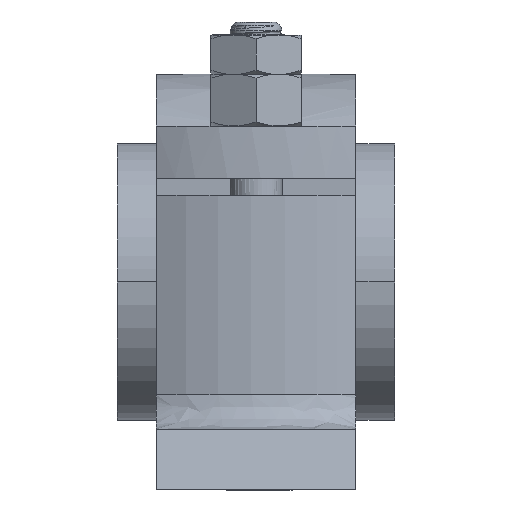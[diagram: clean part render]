
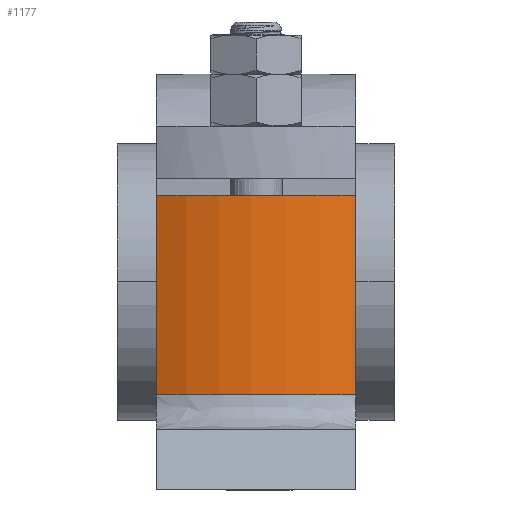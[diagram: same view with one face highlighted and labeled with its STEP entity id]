
A CAD part, front view. The second image highlights one B-rep face of the part: STEP entity #1177.
In plain terms, the highlighted free-form (B-spline) face has degree [2, 1] with [3, 2] control points.
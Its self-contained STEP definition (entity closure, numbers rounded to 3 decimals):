
#1059 = EDGE_CURVE('',#1060,#1062,#1064,.T.);
#1060 = VERTEX_POINT('',#1061);
#1061 = CARTESIAN_POINT('',(-149.465,-72.362,
    550.675));
#1062 = VERTEX_POINT('',#1063);
#1063 = CARTESIAN_POINT('',(-81.334,-72.362,
    550.675));
#1064 = ( BOUNDED_CURVE() B_SPLINE_CURVE(2,(#1065,#1066,#1067),
.UNSPECIFIED.,.F.,.F.) B_SPLINE_CURVE_WITH_KNOTS((3,3),(4.272,
5.152),.PIECEWISE_BEZIER_KNOTS.) CURVE() 
GEOMETRIC_REPRESENTATION_ITEM() RATIONAL_B_SPLINE_CURVE((1.,
0.905,1.)) REPRESENTATION_ITEM('') );
#1065 = CARTESIAN_POINT('',(-149.465,-72.362,
    550.675));
#1066 = CARTESIAN_POINT('',(-115.4,-88.399,
    550.675));
#1067 = CARTESIAN_POINT('',(-81.334,-72.362,
    550.675));
#1177 = ADVANCED_FACE('',(#1178),#1201,.T.);
#1178 = FACE_BOUND('',#1179,.T.);
#1179 = EDGE_LOOP('',(#1180,#1187,#1188,#1195));
#1180 = ORIENTED_EDGE('',*,*,#1181,.T.);
#1181 = EDGE_CURVE('',#1182,#1062,#1184,.T.);
#1182 = VERTEX_POINT('',#1183);
#1183 = CARTESIAN_POINT('',(-81.334,-72.362,
    482.545));
#1184 = B_SPLINE_CURVE_WITH_KNOTS('',1,(#1185,#1186),.UNSPECIFIED.,.F.,
  .F.,(2,2),(-19.,27.),.PIECEWISE_BEZIER_KNOTS.);
#1185 = CARTESIAN_POINT('',(-81.334,-72.362,
    482.545));
#1186 = CARTESIAN_POINT('',(-81.334,-72.362,
    550.675));
#1187 = ORIENTED_EDGE('',*,*,#1059,.F.);
#1188 = ORIENTED_EDGE('',*,*,#1189,.F.);
#1189 = EDGE_CURVE('',#1190,#1060,#1192,.T.);
#1190 = VERTEX_POINT('',#1191);
#1191 = CARTESIAN_POINT('',(-149.465,-72.362,
    482.545));
#1192 = B_SPLINE_CURVE_WITH_KNOTS('',1,(#1193,#1194),.UNSPECIFIED.,.F.,
  .F.,(2,2),(-19.,27.),.PIECEWISE_BEZIER_KNOTS.);
#1193 = CARTESIAN_POINT('',(-149.465,-72.362,
    482.545));
#1194 = CARTESIAN_POINT('',(-149.465,-72.362,
    550.675));
#1195 = ORIENTED_EDGE('',*,*,#1196,.T.);
#1196 = EDGE_CURVE('',#1190,#1182,#1197,.T.);
#1197 = ( BOUNDED_CURVE() B_SPLINE_CURVE(2,(#1198,#1199,#1200),
.UNSPECIFIED.,.F.,.F.) B_SPLINE_CURVE_WITH_KNOTS((3,3),(4.272,
5.152),.PIECEWISE_BEZIER_KNOTS.) CURVE() 
GEOMETRIC_REPRESENTATION_ITEM() RATIONAL_B_SPLINE_CURVE((1.,
0.905,1.)) REPRESENTATION_ITEM('') );
#1198 = CARTESIAN_POINT('',(-149.465,-72.362,
    482.545));
#1199 = CARTESIAN_POINT('',(-115.4,-88.399,
    482.545));
#1200 = CARTESIAN_POINT('',(-81.334,-72.362,
    482.545));
#1201 = ( BOUNDED_SURFACE() B_SPLINE_SURFACE(2,1,(
    (#1202,#1203)
    ,(#1204,#1205)
    ,(#1206,#1207
)),.UNSPECIFIED.,.F.,.F.,.F.) B_SPLINE_SURFACE_WITH_KNOTS((3,3),(2,2),(
    0.,0.88),(-19.,27.),.PIECEWISE_BEZIER_KNOTS.) 
GEOMETRIC_REPRESENTATION_ITEM() RATIONAL_B_SPLINE_SURFACE((
    (1.,1.)
    ,(0.905,0.905)
,(1.,1.))) REPRESENTATION_ITEM('') SURFACE() );
#1202 = CARTESIAN_POINT('',(-149.465,-72.362,
    482.545));
#1203 = CARTESIAN_POINT('',(-149.465,-72.362,
    550.675));
#1204 = CARTESIAN_POINT('',(-115.4,-88.399,
    482.545));
#1205 = CARTESIAN_POINT('',(-115.4,-88.399,
    550.675));
#1206 = CARTESIAN_POINT('',(-81.334,-72.362,
    482.545));
#1207 = CARTESIAN_POINT('',(-81.334,-72.362,
    550.675));
